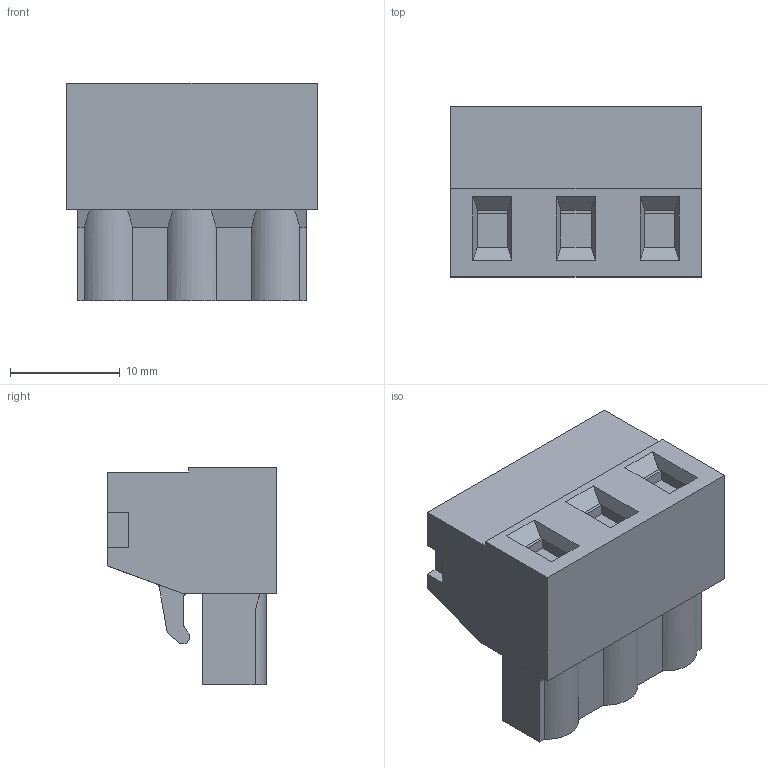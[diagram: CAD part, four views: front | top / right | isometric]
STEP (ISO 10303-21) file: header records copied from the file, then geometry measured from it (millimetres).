
FILE_DESCRIPTION(('STEP AP214'),'1');
FILE_NAME('SH03-7,62.stp','2020-05-26T13:05:48',(' '),(' '),'Spatial InterOp 3D',' ',' ');
FILE_SCHEMA(('automotive_design'));
Length unit declared in the file: metre
Products named in the file (1): 1
Bounding box: 22.86 x 15.5 x 19.85 mm (x, y, z)
Volume: 4466.4 mm3; surface area: 2411.1 mm2
Topology: 1 solids, 1 shells, 167 faces, 426 edges, 280 vertices
Faces by surface type: plane 135, cylinder 28, cone 3, extrusion 1
Full cylindrical faces by diameter (mm): 1.6 x3, 3.8 x3, 4 x3
Entity records: 6248 total; most frequent: CARTESIAN_POINT 868, ORIENTED_EDGE 816, DIRECTION 815, EDGE_CURVE 408, VECTOR 333, LINE 332, VERTEX_POINT 274, AXIS2_PLACEMENT_3D 241
